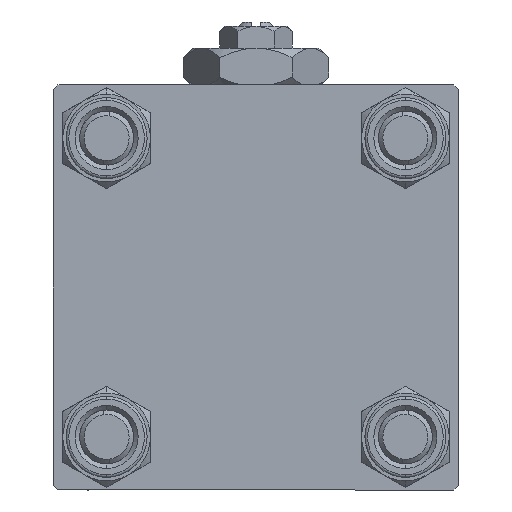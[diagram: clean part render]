
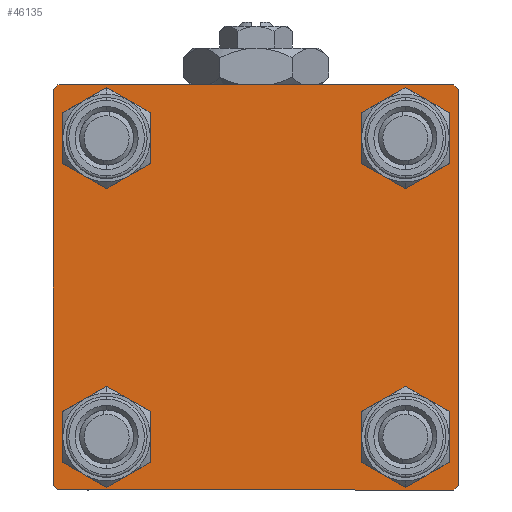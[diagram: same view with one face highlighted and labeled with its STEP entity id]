
A CAD part, left-side view. The second image highlights one B-rep face of the part: STEP entity #46135.
In plain terms, the highlighted planar face has unit normal (-1, 0, 0).
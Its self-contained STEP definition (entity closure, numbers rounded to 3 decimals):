
#250 = CARTESIAN_POINT ( 'NONE',  ( 0., 22.5, -22. ) ) ;
#375 = VERTEX_POINT ( 'NONE', #49574 ) ;
#504 = ORIENTED_EDGE ( 'NONE', *, *, #25421, .T. ) ;
#1098 = DIRECTION ( 'NONE',  ( 1., 0., 0. ) ) ;
#1140 = ORIENTED_EDGE ( 'NONE', *, *, #36525, .T. ) ;
#1525 = EDGE_CURVE ( 'NONE', #49852, #5760, #30380, .T. ) ;
#1941 = LINE ( 'NONE', #17622, #43792 ) ;
#2069 = CARTESIAN_POINT ( 'NONE',  ( 0., -22., -22.5 ) ) ;
#2373 = ORIENTED_EDGE ( 'NONE', *, *, #51776, .T. ) ;
#2655 = AXIS2_PLACEMENT_3D ( 'NONE', #34468, #27304, #38983 ) ;
#3529 = CIRCLE ( 'NONE', #2655, 3.5 ) ;
#3586 = CARTESIAN_POINT ( 'NONE',  ( 0., 0., 0. ) ) ;
#3679 = LINE ( 'NONE', #11922, #44673 ) ;
#3861 = ORIENTED_EDGE ( 'NONE', *, *, #17904, .T. ) ;
#4683 = LINE ( 'NONE', #52492, #50116 ) ;
#4770 = CARTESIAN_POINT ( 'NONE',  ( 0., -22.5, 22. ) ) ;
#5760 = VERTEX_POINT ( 'NONE', #44077 ) ;
#5830 = CIRCLE ( 'NONE', #35536, 3.5 ) ;
#6201 = DIRECTION ( 'NONE',  ( 0., -1., 0. ) ) ;
#6424 = VECTOR ( 'NONE', #48856, 1000. ) ;
#6557 = CARTESIAN_POINT ( 'NONE',  ( 0., 22.5, 22.5 ) ) ;
#7101 = EDGE_CURVE ( 'NONE', #14146, #20787, #17829, .T. ) ;
#8055 = CARTESIAN_POINT ( 'NONE',  ( 0., 16.6, 16.6 ) ) ;
#8149 = CIRCLE ( 'NONE', #14067, 3.5 ) ;
#8998 = FACE_BOUND ( 'NONE', #51894, .T. ) ;
#9553 = EDGE_CURVE ( 'NONE', #41182, #35913, #3529, .T. ) ;
#9864 = CIRCLE ( 'NONE', #25951, 3.5 ) ;
#10086 = ORIENTED_EDGE ( 'NONE', *, *, #7101, .T. ) ;
#10363 = ORIENTED_EDGE ( 'NONE', *, *, #27930, .F. ) ;
#10486 = DIRECTION ( 'NONE',  ( 0., 0., -1. ) ) ;
#10772 = FACE_BOUND ( 'NONE', #32779, .T. ) ;
#11246 = VECTOR ( 'NONE', #31961, 1000. ) ;
#11900 = DIRECTION ( 'NONE',  ( 0., -0.707, -0.707 ) ) ;
#11922 = CARTESIAN_POINT ( 'NONE',  ( 0., 22.25, 22.25 ) ) ;
#12323 = CARTESIAN_POINT ( 'NONE',  ( 0., -22.25, -22.25 ) ) ;
#12463 = DIRECTION ( 'NONE',  ( 0., 0., 1. ) ) ;
#12618 = EDGE_CURVE ( 'NONE', #41560, #24142, #4683, .T. ) ;
#13078 = DIRECTION ( 'NONE',  ( 0., 0., 1. ) ) ;
#13557 = VERTEX_POINT ( 'NONE', #17169 ) ;
#14067 = AXIS2_PLACEMENT_3D ( 'NONE', #34406, #29898, #50608 ) ;
#14146 = VERTEX_POINT ( 'NONE', #38527 ) ;
#16166 = AXIS2_PLACEMENT_3D ( 'NONE', #8055, #1098, #33485 ) ;
#16840 = VECTOR ( 'NONE', #10486, 1000. ) ;
#16997 = CARTESIAN_POINT ( 'NONE',  ( 0., -16.6, -13.1 ) ) ;
#17063 = CARTESIAN_POINT ( 'NONE',  ( 0., -16.6, -16.6 ) ) ;
#17169 = CARTESIAN_POINT ( 'NONE',  ( 0., -22., 22.5 ) ) ;
#17416 = DIRECTION ( 'NONE',  ( 0., 0.707, 0.707 ) ) ;
#17622 = CARTESIAN_POINT ( 'NONE',  ( 0., 22.5, -22.5 ) ) ;
#17646 = EDGE_LOOP ( 'NONE', ( #1140, #41434 ) ) ;
#17829 = CIRCLE ( 'NONE', #16166, 3.5 ) ;
#17904 = EDGE_CURVE ( 'NONE', #49852, #13557, #36638, .T. ) ;
#18558 = ORIENTED_EDGE ( 'NONE', *, *, #35423, .T. ) ;
#19628 = CARTESIAN_POINT ( 'NONE',  ( 0., 22., 22.5 ) ) ;
#19875 = DIRECTION ( 'NONE',  ( 0., 0.707, -0.707 ) ) ;
#20299 = EDGE_CURVE ( 'NONE', #375, #22168, #9864, .T. ) ;
#20461 = LINE ( 'NONE', #32405, #6424 ) ;
#20504 = EDGE_CURVE ( 'NONE', #24142, #33320, #1941, .T. ) ;
#20787 = VERTEX_POINT ( 'NONE', #50667 ) ;
#21201 = PLANE ( 'NONE',  #22443 ) ;
#21656 = CARTESIAN_POINT ( 'NONE',  ( 0., 22., -22.5 ) ) ;
#21748 = CARTESIAN_POINT ( 'NONE',  ( 0., 16.6, 16.6 ) ) ;
#21838 = ORIENTED_EDGE ( 'NONE', *, *, #51467, .T. ) ;
#21919 = CARTESIAN_POINT ( 'NONE',  ( 0., -16.6, 16.6 ) ) ;
#21939 = ORIENTED_EDGE ( 'NONE', *, *, #12618, .T. ) ;
#21960 = ORIENTED_EDGE ( 'NONE', *, *, #20504, .T. ) ;
#22168 = VERTEX_POINT ( 'NONE', #25845 ) ;
#22443 = AXIS2_PLACEMENT_3D ( 'NONE', #3586, #51363, #32249 ) ;
#23053 = AXIS2_PLACEMENT_3D ( 'NONE', #50277, #38324, #41791 ) ;
#24142 = VERTEX_POINT ( 'NONE', #21656 ) ;
#24885 = ORIENTED_EDGE ( 'NONE', *, *, #37452, .T. ) ;
#25169 = FACE_OUTER_BOUND ( 'NONE', #40243, .T. ) ;
#25421 = EDGE_CURVE ( 'NONE', #20787, #14146, #5830, .T. ) ;
#25529 = CIRCLE ( 'NONE', #42471, 3.5 ) ;
#25728 = DIRECTION ( 'NONE',  ( 0., 0., 1. ) ) ;
#25845 = CARTESIAN_POINT ( 'NONE',  ( 0., -16.6, 20.1 ) ) ;
#25869 = VECTOR ( 'NONE', #17416, 1000. ) ;
#25951 = AXIS2_PLACEMENT_3D ( 'NONE', #21919, #33872, #50594 ) ;
#26984 = DIRECTION ( 'NONE',  ( 0., -1., 0. ) ) ;
#27304 = DIRECTION ( 'NONE',  ( 1., 0., 0. ) ) ;
#27930 = EDGE_CURVE ( 'NONE', #34434, #13557, #51399, .T. ) ;
#29106 = ORIENTED_EDGE ( 'NONE', *, *, #20299, .T. ) ;
#29166 = FACE_BOUND ( 'NONE', #31235, .T. ) ;
#29808 = CIRCLE ( 'NONE', #23053, 3.5 ) ;
#29898 = DIRECTION ( 'NONE',  ( 1., 0., 0. ) ) ;
#30380 = LINE ( 'NONE', #46843, #16840 ) ;
#30469 = VECTOR ( 'NONE', #26984, 1000. ) ;
#31235 = EDGE_LOOP ( 'NONE', ( #18558, #2373 ) ) ;
#31256 = VERTEX_POINT ( 'NONE', #32460 ) ;
#31961 = DIRECTION ( 'NONE',  ( 0., -0.707, 0.707 ) ) ;
#32249 = DIRECTION ( 'NONE',  ( 0., 0., 1. ) ) ;
#32405 = CARTESIAN_POINT ( 'NONE',  ( 0., 22.5, 22.5 ) ) ;
#32460 = CARTESIAN_POINT ( 'NONE',  ( 0., 22.5, 22. ) ) ;
#32557 = VERTEX_POINT ( 'NONE', #16997 ) ;
#32779 = EDGE_LOOP ( 'NONE', ( #21838, #29106 ) ) ;
#33253 = DIRECTION ( 'NONE',  ( 1., 0., 0. ) ) ;
#33320 = VERTEX_POINT ( 'NONE', #2069 ) ;
#33485 = DIRECTION ( 'NONE',  ( 0., 0., 1. ) ) ;
#33536 = CARTESIAN_POINT ( 'NONE',  ( 0., 16.6, -20.1 ) ) ;
#33663 = AXIS2_PLACEMENT_3D ( 'NONE', #17063, #33253, #13078 ) ;
#33872 = DIRECTION ( 'NONE',  ( 1., 0., 0. ) ) ;
#34406 = CARTESIAN_POINT ( 'NONE',  ( 0., -16.6, 16.6 ) ) ;
#34434 = VERTEX_POINT ( 'NONE', #19628 ) ;
#34468 = CARTESIAN_POINT ( 'NONE',  ( 0., 16.6, -16.6 ) ) ;
#35277 = CIRCLE ( 'NONE', #33663, 3.5 ) ;
#35423 = EDGE_CURVE ( 'NONE', #32557, #38970, #25529, .T. ) ;
#35536 = AXIS2_PLACEMENT_3D ( 'NONE', #21748, #38202, #25728 ) ;
#35913 = VERTEX_POINT ( 'NONE', #43547 ) ;
#36525 = EDGE_CURVE ( 'NONE', #35913, #41182, #29808, .T. ) ;
#36638 = LINE ( 'NONE', #37590, #25869 ) ;
#36985 = LINE ( 'NONE', #12323, #11246 ) ;
#37452 = EDGE_CURVE ( 'NONE', #33320, #5760, #36985, .T. ) ;
#37590 = CARTESIAN_POINT ( 'NONE',  ( 0., -22.25, 22.25 ) ) ;
#38202 = DIRECTION ( 'NONE',  ( 1., 0., 0. ) ) ;
#38324 = DIRECTION ( 'NONE',  ( 1., 0., 0. ) ) ;
#38527 = CARTESIAN_POINT ( 'NONE',  ( 0., 16.6, 13.1 ) ) ;
#38970 = VERTEX_POINT ( 'NONE', #47248 ) ;
#38983 = DIRECTION ( 'NONE',  ( 0., 0., 1. ) ) ;
#40243 = EDGE_LOOP ( 'NONE', ( #48815, #21939, #21960, #24885, #49081, #3861, #10363, #44310 ) ) ;
#41182 = VERTEX_POINT ( 'NONE', #33536 ) ;
#41434 = ORIENTED_EDGE ( 'NONE', *, *, #9553, .T. ) ;
#41560 = VERTEX_POINT ( 'NONE', #250 ) ;
#41791 = DIRECTION ( 'NONE',  ( 0., 0., 1. ) ) ;
#42471 = AXIS2_PLACEMENT_3D ( 'NONE', #44319, #45098, #12463 ) ;
#43547 = CARTESIAN_POINT ( 'NONE',  ( 0., 16.6, -13.1 ) ) ;
#43792 = VECTOR ( 'NONE', #6201, 1000. ) ;
#44077 = CARTESIAN_POINT ( 'NONE',  ( 0., -22.5, -22. ) ) ;
#44310 = ORIENTED_EDGE ( 'NONE', *, *, #50022, .T. ) ;
#44319 = CARTESIAN_POINT ( 'NONE',  ( 0., -16.6, -16.6 ) ) ;
#44673 = VECTOR ( 'NONE', #19875, 1000. ) ;
#45098 = DIRECTION ( 'NONE',  ( 1., 0., 0. ) ) ;
#45355 = FACE_BOUND ( 'NONE', #17646, .T. ) ;
#46135 = ADVANCED_FACE ( 'NONE', ( #10772, #29166, #45355, #8998, #25169 ), #21201, .T. ) ;
#46843 = CARTESIAN_POINT ( 'NONE',  ( 0., -22.5, 22.5 ) ) ;
#47248 = CARTESIAN_POINT ( 'NONE',  ( 0., -16.6, -20.1 ) ) ;
#48815 = ORIENTED_EDGE ( 'NONE', *, *, #51065, .T. ) ;
#48856 = DIRECTION ( 'NONE',  ( 0., 0., -1. ) ) ;
#49081 = ORIENTED_EDGE ( 'NONE', *, *, #1525, .F. ) ;
#49574 = CARTESIAN_POINT ( 'NONE',  ( 0., -16.6, 13.1 ) ) ;
#49852 = VERTEX_POINT ( 'NONE', #4770 ) ;
#50022 = EDGE_CURVE ( 'NONE', #34434, #31256, #3679, .T. ) ;
#50116 = VECTOR ( 'NONE', #11900, 1000. ) ;
#50277 = CARTESIAN_POINT ( 'NONE',  ( 0., 16.6, -16.6 ) ) ;
#50594 = DIRECTION ( 'NONE',  ( 0., 0., 1. ) ) ;
#50608 = DIRECTION ( 'NONE',  ( 0., 0., 1. ) ) ;
#50667 = CARTESIAN_POINT ( 'NONE',  ( 0., 16.6, 20.1 ) ) ;
#51065 = EDGE_CURVE ( 'NONE', #31256, #41560, #20461, .T. ) ;
#51363 = DIRECTION ( 'NONE',  ( -1., 0., 0. ) ) ;
#51399 = LINE ( 'NONE', #6557, #30469 ) ;
#51467 = EDGE_CURVE ( 'NONE', #22168, #375, #8149, .T. ) ;
#51776 = EDGE_CURVE ( 'NONE', #38970, #32557, #35277, .T. ) ;
#51894 = EDGE_LOOP ( 'NONE', ( #504, #10086 ) ) ;
#52492 = CARTESIAN_POINT ( 'NONE',  ( 0., 22.25, -22.25 ) ) ;
